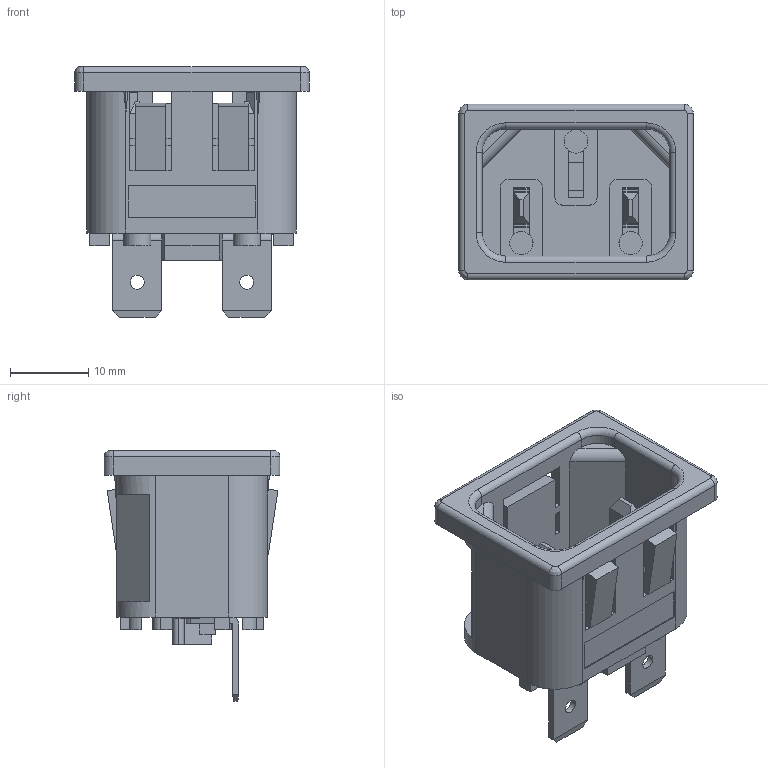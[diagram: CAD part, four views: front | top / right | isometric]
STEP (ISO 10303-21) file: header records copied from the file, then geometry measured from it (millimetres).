
FILE_DESCRIPTION (( 'STEP AP214' ), '1' );
FILE_NAME ('ACM-C8-N15Q6-TT_3D.step', '2024-03-07T16:48:24', ( '' ), ( '' ), 'SwSTEP 2.0', 'SolidWorks 2022', '' );
FILE_SCHEMA (( 'AUTOMOTIVE_DESIGN' ));
Length unit declared in the file: inch
Products named in the file (1): ACM-C8-N15Q6-TT_3D
Bounding box: 30 x 22.5 x 32.1 mm (x, y, z)
Volume: 4743.7 mm3; surface area: 6249.5 mm2
Topology: 5 solids, 5 shells, 360 faces, 982 edges, 641 vertices
Faces by surface type: plane 272, cylinder 72, bspline 12, torus 4
Entity records: 11646 total; most frequent: CARTESIAN_POINT 2318, ORIENTED_EDGE 1964, DIRECTION 1825, EDGE_CURVE 982, LINE 807, VECTOR 807, VERTEX_POINT 641, AXIS2_PLACEMENT_3D 509
